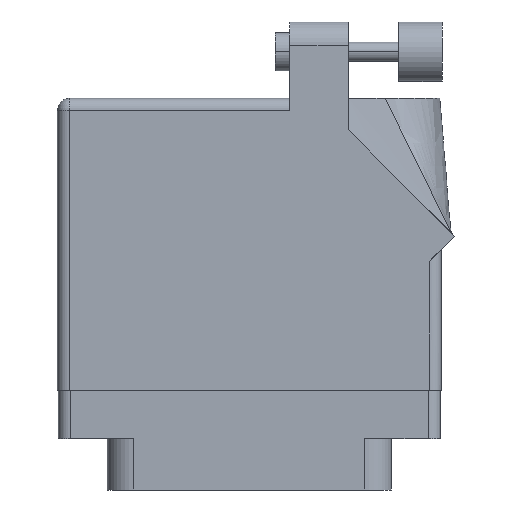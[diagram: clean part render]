
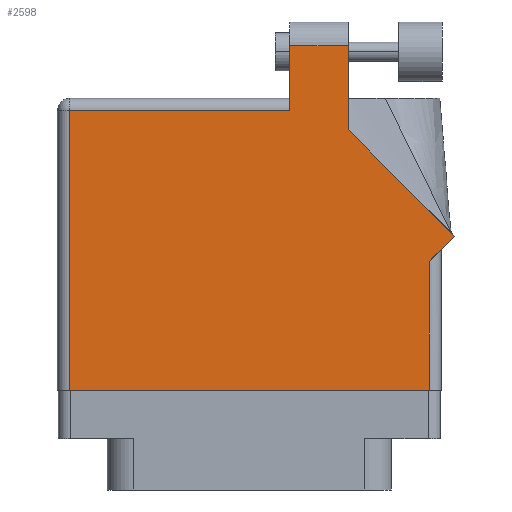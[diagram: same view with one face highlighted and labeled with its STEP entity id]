
A CAD part, front view. The second image highlights one B-rep face of the part: STEP entity #2598.
In plain terms, the highlighted face is planar.
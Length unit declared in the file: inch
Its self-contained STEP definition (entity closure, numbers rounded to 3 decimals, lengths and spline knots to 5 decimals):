
#137 = CARTESIAN_POINT ( 'NONE',  ( 0.943, -0.1, 0.455 ) ) ;
#1191 = VERTEX_POINT ( 'NONE', #28057 ) ;
#2584 = ORIENTED_EDGE ( 'NONE', *, *, #3258, .T. ) ;
#2598 = ADVANCED_FACE ( 'NONE', ( #18060 ), #28511, .F. ) ;
#3258 = EDGE_CURVE ( 'NONE', #18228, #11300, #29744, .T. ) ;
#3865 = LINE ( 'NONE', #34806, #14271 ) ;
#4127 = DIRECTION ( 'NONE',  ( -0.707, 0.707, 0. ) ) ;
#4339 = EDGE_LOOP ( 'NONE', ( #10719, #29010, #2584, #5991, #20075, #33827, #25474, #4759, #11574 ) ) ;
#4532 = DIRECTION ( 'NONE',  ( 0., 1., 0. ) ) ;
#4759 = ORIENTED_EDGE ( 'NONE', *, *, #20540, .T. ) ;
#5991 = ORIENTED_EDGE ( 'NONE', *, *, #7230, .T. ) ;
#6720 = DIRECTION ( 'NONE',  ( 1., 0., 0. ) ) ;
#6858 = VECTOR ( 'NONE', #4127, 39.37008 ) ;
#7156 = CARTESIAN_POINT ( 'NONE',  ( 0.212, 1.705, 0.455 ) ) ;
#7181 = CARTESIAN_POINT ( 'NONE',  ( 0.519, 1.26442, 0.455 ) ) ;
#7230 = EDGE_CURVE ( 'NONE', #11300, #16996, #11675, .T. ) ;
#7537 = DIRECTION ( 'NONE',  ( 0., 0., -1. ) ) ;
#7551 = VECTOR ( 'NONE', #32828, 39.37008 ) ;
#7938 = CARTESIAN_POINT ( 'NONE',  ( -1.005, 1.368, 0.455 ) ) ;
#8908 = CARTESIAN_POINT ( 'NONE',  ( 0.943, 0.575, 0.455 ) ) ;
#9092 = VERTEX_POINT ( 'NONE', #18719 ) ;
#9305 = CARTESIAN_POINT ( 'NONE',  ( 0.212, 1.705, 0.455 ) ) ;
#9526 = VERTEX_POINT ( 'NONE', #34159 ) ;
#10309 = CARTESIAN_POINT ( 'NONE',  ( 0.212, 1.43, 0.455 ) ) ;
#10719 = ORIENTED_EDGE ( 'NONE', *, *, #11313, .T. ) ;
#11300 = VERTEX_POINT ( 'NONE', #23837 ) ;
#11313 = EDGE_CURVE ( 'NONE', #9526, #9092, #25833, .T. ) ;
#11574 = ORIENTED_EDGE ( 'NONE', *, *, #28207, .T. ) ;
#11675 = LINE ( 'NONE', #7938, #30859 ) ;
#12309 = LINE ( 'NONE', #28858, #21001 ) ;
#13122 = EDGE_CURVE ( 'NONE', #28943, #33955, #15258, .T. ) ;
#14271 = VECTOR ( 'NONE', #26651, 39.37008 ) ;
#15258 = LINE ( 'NONE', #18056, #20906 ) ;
#15665 = CARTESIAN_POINT ( 'NONE',  ( -0.943, 1.368, 0.455 ) ) ;
#16978 = EDGE_CURVE ( 'NONE', #16996, #1191, #25880, .T. ) ;
#16996 = VERTEX_POINT ( 'NONE', #15665 ) ;
#17773 = LINE ( 'NONE', #20736, #6858 ) ;
#18056 = CARTESIAN_POINT ( 'NONE',  ( 0.943, 0.637, 0.455 ) ) ;
#18060 = FACE_OUTER_BOUND ( 'NONE', #4339, .T. ) ;
#18228 = VERTEX_POINT ( 'NONE', #7156 ) ;
#18719 = CARTESIAN_POINT ( 'NONE',  ( 0.519, 1.705, 0.455 ) ) ;
#18827 = DIRECTION ( 'NONE',  ( 0., -1., 0. ) ) ;
#20075 = ORIENTED_EDGE ( 'NONE', *, *, #16978, .T. ) ;
#20540 = EDGE_CURVE ( 'NONE', #33955, #31102, #3865, .T. ) ;
#20736 = CARTESIAN_POINT ( 'NONE',  ( 1.07571, 0.70771, 0.455 ) ) ;
#20743 = LINE ( 'NONE', #9305, #25541 ) ;
#20906 = VECTOR ( 'NONE', #34850, 39.37008 ) ;
#21001 = VECTOR ( 'NONE', #6720, 39.37008 ) ;
#21327 = CARTESIAN_POINT ( 'NONE',  ( 1.07571, 0.70771, 0.455 ) ) ;
#21515 = CARTESIAN_POINT ( 'NONE',  ( -1.005, 1.43, 0.455 ) ) ;
#21914 = VECTOR ( 'NONE', #4532, 39.37008 ) ;
#22711 = AXIS2_PLACEMENT_3D ( 'NONE', #21515, #7537, #29909 ) ;
#23158 = DIRECTION ( 'NONE',  ( -1., 0., 0. ) ) ;
#23837 = CARTESIAN_POINT ( 'NONE',  ( 0.212, 1.368, 0.455 ) ) ;
#25427 = EDGE_CURVE ( 'NONE', #1191, #28943, #12309, .T. ) ;
#25474 = ORIENTED_EDGE ( 'NONE', *, *, #13122, .T. ) ;
#25541 = VECTOR ( 'NONE', #23158, 39.37008 ) ;
#25833 = LINE ( 'NONE', #7181, #21914 ) ;
#25880 = LINE ( 'NONE', #32609, #34171 ) ;
#26651 = DIRECTION ( 'NONE',  ( 0.707, 0.707, 0. ) ) ;
#28057 = CARTESIAN_POINT ( 'NONE',  ( -0.943, -0.1, 0.455 ) ) ;
#28207 = EDGE_CURVE ( 'NONE', #31102, #9526, #17773, .T. ) ;
#28511 = PLANE ( 'NONE',  #22711 ) ;
#28858 = CARTESIAN_POINT ( 'NONE',  ( -1.005, -0.1, 0.455 ) ) ;
#28943 = VERTEX_POINT ( 'NONE', #137 ) ;
#29010 = ORIENTED_EDGE ( 'NONE', *, *, #33490, .T. ) ;
#29744 = LINE ( 'NONE', #10309, #7551 ) ;
#29837 = DIRECTION ( 'NONE',  ( -1., 0., 0. ) ) ;
#29909 = DIRECTION ( 'NONE',  ( -1., 0., 0. ) ) ;
#30859 = VECTOR ( 'NONE', #29837, 39.37008 ) ;
#31102 = VERTEX_POINT ( 'NONE', #21327 ) ;
#32609 = CARTESIAN_POINT ( 'NONE',  ( -0.943, -0.1, 0.455 ) ) ;
#32828 = DIRECTION ( 'NONE',  ( 0., -1., 0. ) ) ;
#33490 = EDGE_CURVE ( 'NONE', #9092, #18228, #20743, .T. ) ;
#33827 = ORIENTED_EDGE ( 'NONE', *, *, #25427, .T. ) ;
#33955 = VERTEX_POINT ( 'NONE', #8908 ) ;
#34159 = CARTESIAN_POINT ( 'NONE',  ( 0.519, 1.26442, 0.455 ) ) ;
#34171 = VECTOR ( 'NONE', #18827, 39.37008 ) ;
#34806 = CARTESIAN_POINT ( 'NONE',  ( 1.005, 0.637, 0.455 ) ) ;
#34850 = DIRECTION ( 'NONE',  ( 0., 1., 0. ) ) ;
